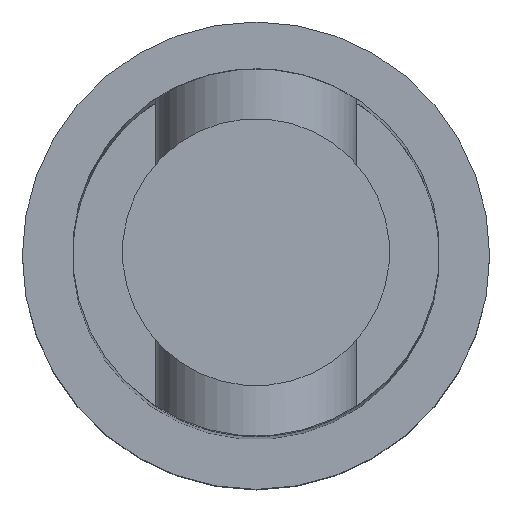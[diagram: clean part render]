
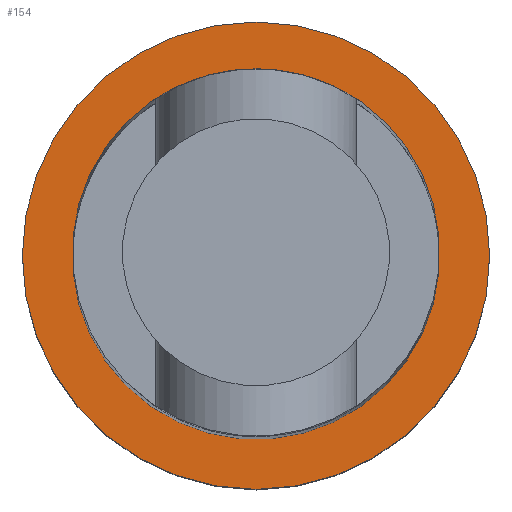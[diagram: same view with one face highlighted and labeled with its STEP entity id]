
A CAD part, top view. The second image highlights one B-rep face of the part: STEP entity #154.
In plain terms, the highlighted planar face has unit normal (0, 0, 1).
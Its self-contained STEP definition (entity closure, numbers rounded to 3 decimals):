
#22=FACE_BOUND('',#54,.T.);
#25=PLANE('',#192);
#44=FACE_OUTER_BOUND('',#53,.T.);
#53=EDGE_LOOP('',(#120));
#54=EDGE_LOOP('',(#121));
#68=CIRCLE('',#191,14.);
#69=CIRCLE('',#193,11.);
#77=VERTEX_POINT('',#260);
#78=VERTEX_POINT('',#264);
#94=EDGE_CURVE('',#77,#77,#68,.T.);
#95=EDGE_CURVE('',#78,#78,#69,.T.);
#120=ORIENTED_EDGE('',*,*,#94,.F.);
#121=ORIENTED_EDGE('',*,*,#95,.F.);
#154=ADVANCED_FACE('',(#44,#22),#25,.F.);
#191=AXIS2_PLACEMENT_3D('',#262,#220,#221);
#192=AXIS2_PLACEMENT_3D('',#263,#222,#223);
#193=AXIS2_PLACEMENT_3D('',#265,#224,#225);
#220=DIRECTION('center_axis',(0.,0.,-1.));
#221=DIRECTION('ref_axis',(-1.,0.,0.));
#222=DIRECTION('center_axis',(0.,0.,-1.));
#223=DIRECTION('ref_axis',(-1.,0.,0.));
#224=DIRECTION('center_axis',(0.,0.,1.));
#225=DIRECTION('ref_axis',(-0.707,-0.707,0.));
#260=CARTESIAN_POINT('',(19.081,11.,-20.9));
#262=CARTESIAN_POINT('Origin',(5.081,11.,-20.9));
#263=CARTESIAN_POINT('Origin',(5.081,11.,-20.9));
#264=CARTESIAN_POINT('',(12.859,3.222,-20.9));
#265=CARTESIAN_POINT('Origin',(5.081,11.,-20.9));
